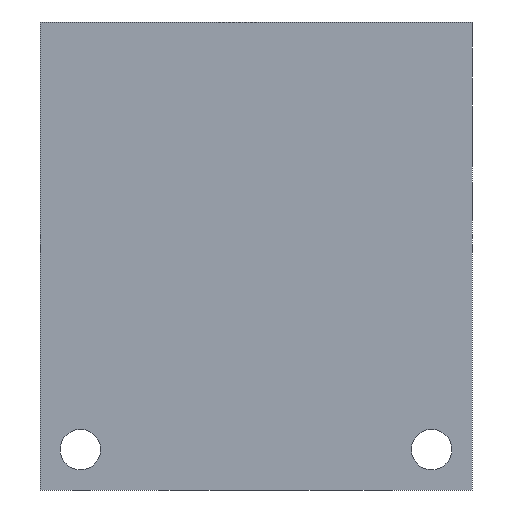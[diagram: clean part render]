
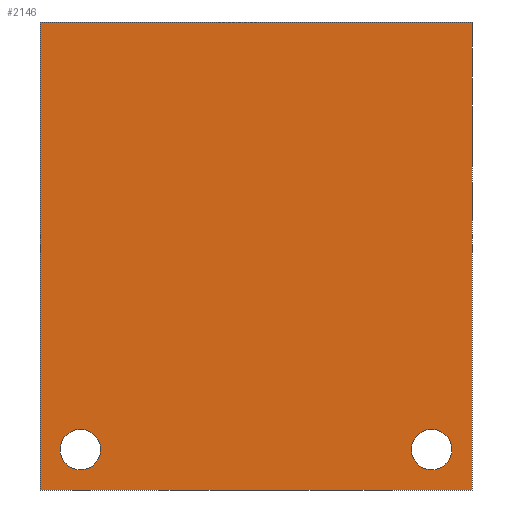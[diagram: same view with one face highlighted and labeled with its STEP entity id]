
A CAD part, front view. The second image highlights one B-rep face of the part: STEP entity #2146.
In plain terms, the highlighted planar face has unit normal (0, -1, 0).
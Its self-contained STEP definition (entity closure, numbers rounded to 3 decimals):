
#29=FACE_BOUND('',#489,.T.);
#30=FACE_BOUND('',#490,.T.);
#117=CIRCLE('',#2282,3.569);
#118=CIRCLE('',#2283,3.569);
#120=CIRCLE('',#2286,3.569);
#121=CIRCLE('',#2287,3.569);
#363=FACE_OUTER_BOUND('',#488,.T.);
#488=EDGE_LOOP('',(#1907,#1908,#1909,#1910));
#489=EDGE_LOOP('',(#1911,#1912));
#490=EDGE_LOOP('',(#1913,#1914));
#639=LINE('',#3900,#793);
#647=LINE('',#3915,#801);
#648=LINE('',#3917,#802);
#649=LINE('',#3918,#803);
#793=VECTOR('',#2793,10.);
#801=VECTOR('',#2805,10.);
#802=VECTOR('',#2808,10.);
#803=VECTOR('',#2809,10.);
#980=VERTEX_POINT('',#3818);
#981=VERTEX_POINT('',#3819);
#983=VERTEX_POINT('',#3826);
#984=VERTEX_POINT('',#3827);
#1007=VERTEX_POINT('',#3897);
#1008=VERTEX_POINT('',#3899);
#1012=VERTEX_POINT('',#3911);
#1013=VERTEX_POINT('',#3913);
#1272=EDGE_CURVE('',#980,#981,#117,.T.);
#1273=EDGE_CURVE('',#981,#980,#118,.T.);
#1276=EDGE_CURVE('',#983,#984,#120,.T.);
#1277=EDGE_CURVE('',#984,#983,#121,.T.);
#1311=EDGE_CURVE('',#1007,#1008,#639,.T.);
#1319=EDGE_CURVE('',#1012,#1013,#647,.T.);
#1320=EDGE_CURVE('',#1007,#1012,#648,.T.);
#1321=EDGE_CURVE('',#1008,#1013,#649,.T.);
#1907=ORIENTED_EDGE('',*,*,#1320,.T.);
#1908=ORIENTED_EDGE('',*,*,#1319,.T.);
#1909=ORIENTED_EDGE('',*,*,#1321,.F.);
#1910=ORIENTED_EDGE('',*,*,#1311,.F.);
#1911=ORIENTED_EDGE('',*,*,#1272,.T.);
#1912=ORIENTED_EDGE('',*,*,#1273,.T.);
#1913=ORIENTED_EDGE('',*,*,#1276,.T.);
#1914=ORIENTED_EDGE('',*,*,#1277,.T.);
#1977=PLANE('',#2325);
#2146=ADVANCED_FACE('',(#363,#29,#30),#1977,.T.);
#2282=AXIS2_PLACEMENT_3D('',#3820,#2699,#2700);
#2283=AXIS2_PLACEMENT_3D('',#3821,#2701,#2702);
#2286=AXIS2_PLACEMENT_3D('',#3828,#2708,#2709);
#2287=AXIS2_PLACEMENT_3D('',#3829,#2710,#2711);
#2325=AXIS2_PLACEMENT_3D('',#3916,#2806,#2807);
#2699=DIRECTION('center_axis',(0.,1.,0.));
#2700=DIRECTION('ref_axis',(1.,0.,0.));
#2701=DIRECTION('center_axis',(0.,1.,0.));
#2702=DIRECTION('ref_axis',(1.,0.,0.));
#2708=DIRECTION('center_axis',(0.,1.,0.));
#2709=DIRECTION('ref_axis',(1.,0.,0.));
#2710=DIRECTION('center_axis',(0.,1.,0.));
#2711=DIRECTION('ref_axis',(1.,0.,0.));
#2793=DIRECTION('',(0.,0.,1.));
#2805=DIRECTION('',(0.,0.,1.));
#2806=DIRECTION('center_axis',(0.,-1.,0.));
#2807=DIRECTION('ref_axis',(1.,0.,0.));
#2808=DIRECTION('',(1.,0.,0.));
#2809=DIRECTION('',(1.,0.,0.));
#3818=CARTESIAN_POINT('',(10.706,0.,7.137));
#3819=CARTESIAN_POINT('',(3.569,0.,7.137));
#3820=CARTESIAN_POINT('Origin',(7.137,0.,7.137));
#3821=CARTESIAN_POINT('Origin',(7.137,0.,7.137));
#3826=CARTESIAN_POINT('',(72.631,0.,7.137));
#3827=CARTESIAN_POINT('',(65.494,0.,7.137));
#3828=CARTESIAN_POINT('Origin',(69.063,0.,7.137));
#3829=CARTESIAN_POINT('Origin',(69.063,0.,7.137));
#3897=CARTESIAN_POINT('',(0.,0.,0.));
#3899=CARTESIAN_POINT('',(0.,0.,82.55));
#3900=CARTESIAN_POINT('',(0.,0.,0.));
#3911=CARTESIAN_POINT('',(76.2,0.,0.));
#3913=CARTESIAN_POINT('',(76.2,0.,82.55));
#3915=CARTESIAN_POINT('',(76.2,0.,0.));
#3916=CARTESIAN_POINT('Origin',(0.,0.,0.));
#3917=CARTESIAN_POINT('',(0.,0.,0.));
#3918=CARTESIAN_POINT('',(0.,0.,82.55));
